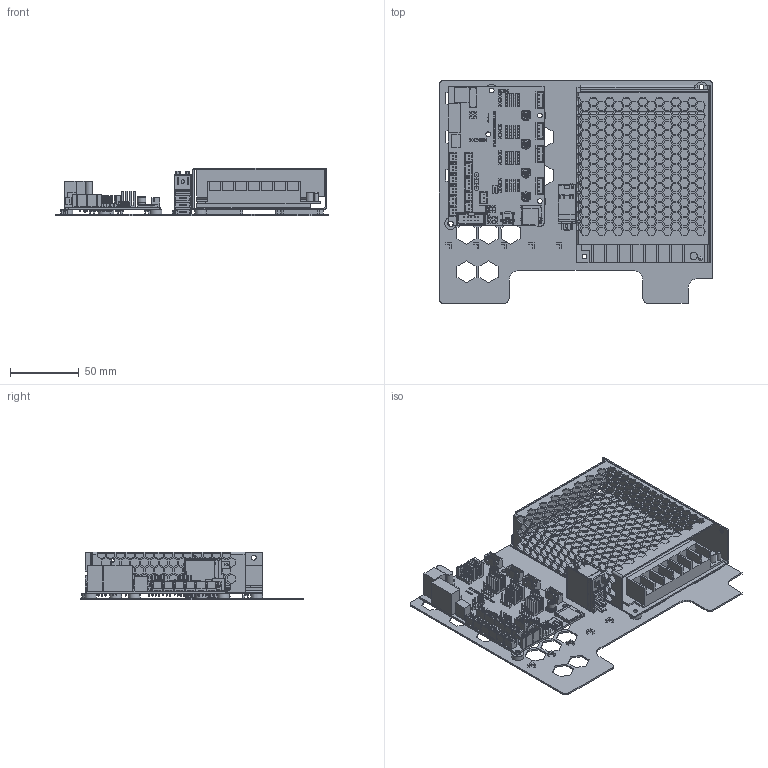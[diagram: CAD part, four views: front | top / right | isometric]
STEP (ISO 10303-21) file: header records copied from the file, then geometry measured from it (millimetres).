
FILE_DESCRIPTION(/* description */ (''),/* implementation_level */ '2;1');
FILE_NAME(/* name */ 'Deck_Panel_Backpack rework v5.step',/* time_stamp */ '2020-10-19T17:25:32+02:00',/* author */ (''),/* organization */ (''),/* preprocessor_version */ 'ST-DEVELOPER v18.1',/* originating_system */ 'Autodesk Translation Framework v9.3.0.1241',/* authorisation */ '');
FILE_SCHEMA (('AUTOMOTIVE_DESIGN { 1 0 10303 214 3 1 1 }'));
Products named in the file (55): Deck_Panel_Backpack rework; Meanwell_LRS-100-24; BTT SKR MINI E3 V1.2 - 2020 DR.Phil3D v1; BTT SKR MINI E3 V1.2 - 2020 DR.Phil3D v1.step; SKR Mini E3 1.2.step; PCB.step; Power IN.step; Power & Bed .step; E0.step; Fuse.step; Reset.step; 4 pin Header.step; 4 pin Header_1.step; 4 pin Header_2.step; 4 pin Header_3.step; B4B-XH-A (BODY).step; B4B-XH-A (PIN).step; 2 Pin connector (13).step; Component52.step; 2 Pin connector (19).step; Component53.step; DS1013-10SSiB v1.step; body.step; pin.step; JST 2pin.step; Header 3 pin.step; 100uF 35V 6.3x7.step; TMC 2209 Heatsink.step; sdreader.step; Component14.step; Component15.step; 2 Pin connector.step; Jumper.step; Header 3 pin (1).step; Header 3 pin (2).step; 2 Pin connector (5).step; 2 Pin connector (11).step; 2 Pin connector (12).step; 2 Pin connector (14).step; 2 Pin connector (15).step ...
Assembly tree (100 placements, depth 5):
  Deck_Panel_Backpack rework
    Meanwell_LRS-100-24
    BTT SKR MINI E3 V1.2 - 2020 DR.Phil3D v1
      BTT SKR MINI E3 V1.2 - 2020 DR.Phil3D v1.step
        SKR Mini E3 1.2.step
          PCB.step
          Power IN.step
          Power & Bed .step
          E0.step
          Fuse.step
          Reset.step
        4 pin Header.step
          B4B-XH-A (BODY).step
          B4B-XH-A (PIN).step  x4
        4 pin Header_1.step
          B4B-XH-A (BODY).step
          B4B-XH-A (PIN).step  x4
        4 pin Header_2.step
          B4B-XH-A (BODY).step
          B4B-XH-A (PIN).step  x4
        4 pin Header_3.step
          B4B-XH-A (BODY).step
          B4B-XH-A (PIN).step  x4
        2 Pin connector (13).step
          Component52.step
        2 Pin connector (19).step
          Component53.step
        DS1013-10SSiB v1.step
          body.step
          pin.step  x10
        JST 2pin.step  x9
        Header 3 pin.step
        100uF 35V 6.3x7.step  x4
        TMC 2209 Heatsink.step  x4
        sdreader.step
        Component14.step
        Component15.step
        2 Pin connector.step  x4
        Jumper.step  x2
        Header 3 pin (1).step
        Header 3 pin (2).step
        2 Pin connector (5).step
        2 Pin connector (11).step
        2 Pin connector (12).step
        2 Pin connector (14).step
        2 Pin connector (15).step
        2 Pin connector (16).step
        2 Pin connector (17).step
        2 Pin connector (18).step
        2 Pin connector (20).step
        2 Pin connector (21).step
        2 Pin connector (22).step
        2 Pin connector (23).step
        2 Pin connector (24).step
        2 Pin connector (25).step
        2 Pin connector (26).step
        2 Pin connector (27).step
        zl201-3_p2-54_l7-62_w2-54_h8-89 v1.step  x2
        USB_MINI_B_SMD v35 v1.step
    crydom ssr
Bounding box: 199 x 162 x 34.7 mm (x, y, z)
Volume: 106926.8 mm3; surface area: 169772.9 mm2
Topology: 185 solids, 185 shells, 8762 faces, 23100 edges, 14909 vertices
Faces by surface type: plane 7154, bspline 961, cylinder 589, torus 35, sphere 17, cone 6
Full cylindrical faces by diameter (mm): 0.6 x4, 0.7 x20, 2 x8, 2.459 x5, 2.693 x1, 2.8 x1, 3.5 x6, 4.7 x7, 5.289 x1, 8.7 x5
Entity records: 196526 total; most frequent: CARTESIAN_POINT 46908, ORIENTED_EDGE 31908, DIRECTION 27000, EDGE_CURVE 15954, LINE 14072, VECTOR 14072, VERTEX_POINT 10322, EDGE_LOOP 6812
